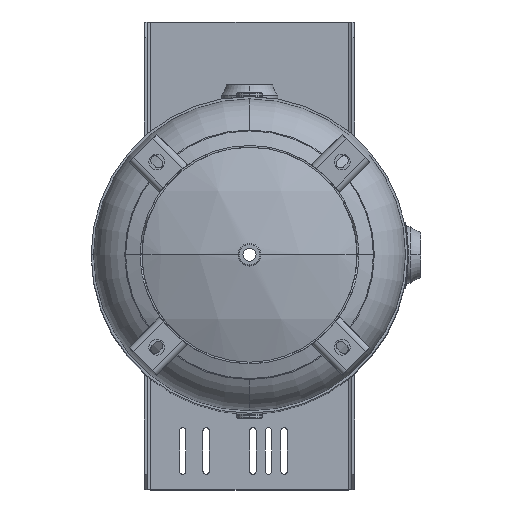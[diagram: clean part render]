
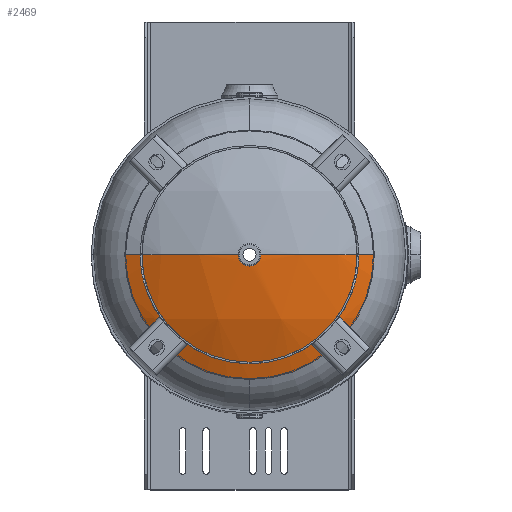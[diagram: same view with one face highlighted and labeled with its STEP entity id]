
A CAD part, top view. The second image highlights one B-rep face of the part: STEP entity #2469.
In plain terms, the highlighted spherical face has radius 457.2 mm.
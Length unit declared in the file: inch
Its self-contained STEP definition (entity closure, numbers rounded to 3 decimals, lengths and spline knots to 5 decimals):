
#971 = EDGE_LOOP ( 'NONE', ( #1135, #1134, #1133, #1132, #1131 ) ) ;
#1131 = ORIENTED_EDGE ( 'NONE', *, *, #7023, .F. ) ;
#1132 = ORIENTED_EDGE ( 'NONE', *, *, #7018, .F. ) ;
#1133 = ORIENTED_EDGE ( 'NONE', *, *, #7017, .F. ) ;
#1134 = ORIENTED_EDGE ( 'NONE', *, *, #7024, .T. ) ;
#1135 = ORIENTED_EDGE ( 'NONE', *, *, #7022, .F. ) ;
#2334 = CARTESIAN_POINT ( 'NONE',  ( 0., -8., 22.12452 ) ) ;
#2366 = CARTESIAN_POINT ( 'NONE',  ( 8., 0., 22.12452 ) ) ;
#2469 = ADVANCED_FACE ( 'NONE', ( #5992 ), #5994, .T. ) ;
#3780 = CIRCLE ( 'NONE', #3807, 8. ) ;
#3805 = CIRCLE ( 'NONE', #3809, 8. ) ;
#3807 = AXIS2_PLACEMENT_3D ( 'NONE', #9779, #9780, #9781 ) ;
#3809 = AXIS2_PLACEMENT_3D ( 'NONE', #9783, #9784, #9785 ) ;
#3811 = CIRCLE ( 'NONE', #3817, 18. ) ;
#3812 = CIRCLE ( 'NONE', #3815, 0.7215 ) ;
#3814 = CIRCLE ( 'NONE', #3819, 18. ) ;
#3815 = AXIS2_PLACEMENT_3D ( 'NONE', #9792, #9793, #9794 ) ;
#3817 = AXIS2_PLACEMENT_3D ( 'NONE', #9795, #9796, #9797 ) ;
#3819 = AXIS2_PLACEMENT_3D ( 'NONE', #9798, #9799, #9800 ) ;
#4348 = CARTESIAN_POINT ( 'NONE',  ( 0.7215, 0., 23.98553 ) ) ;
#5991 = CARTESIAN_POINT ( 'NONE',  ( 0., 0., 6. ) ) ;
#5992 = FACE_OUTER_BOUND ( 'NONE', #971, .T. ) ;
#5994 = SPHERICAL_SURFACE ( 'NONE', #8157, 18. ) ;
#5997 = DIRECTION ( 'NONE',  ( 0., -1., 0. ) ) ;
#5998 = DIRECTION ( 'NONE',  ( 1., 0., 0. ) ) ;
#7017 = EDGE_CURVE ( 'NONE', #12848, #13055, #3780, .T. ) ;
#7018 = EDGE_CURVE ( 'NONE', #12947, #12848, #3805, .T. ) ;
#7022 = EDGE_CURVE ( 'NONE', #13027, #8231, #3812, .T. ) ;
#7023 = EDGE_CURVE ( 'NONE', #8231, #12947, #3811, .T. ) ;
#7024 = EDGE_CURVE ( 'NONE', #13027, #13055, #3814, .T. ) ;
#8157 = AXIS2_PLACEMENT_3D ( 'NONE', #5991, #5997, #5998 ) ;
#8231 = VERTEX_POINT ( 'NONE', #4348 ) ;
#9779 = CARTESIAN_POINT ( 'NONE',  ( 0., 0., 22.12452 ) ) ;
#9780 = DIRECTION ( 'NONE',  ( 0., 0., -1. ) ) ;
#9781 = DIRECTION ( 'NONE',  ( 0., 1., 0. ) ) ;
#9783 = CARTESIAN_POINT ( 'NONE',  ( 0., 0., 22.12452 ) ) ;
#9784 = DIRECTION ( 'NONE',  ( 0., 0., -1. ) ) ;
#9785 = DIRECTION ( 'NONE',  ( 0., 1., 0. ) ) ;
#9792 = CARTESIAN_POINT ( 'NONE',  ( 0., 0., 23.98553 ) ) ;
#9793 = DIRECTION ( 'NONE',  ( 0., 0., 1. ) ) ;
#9794 = DIRECTION ( 'NONE',  ( -1., 0., 0. ) ) ;
#9795 = CARTESIAN_POINT ( 'NONE',  ( 0., 0., 6. ) ) ;
#9796 = DIRECTION ( 'NONE',  ( 0., 1., 0. ) ) ;
#9797 = DIRECTION ( 'NONE',  ( 0., 0., 1. ) ) ;
#9798 = CARTESIAN_POINT ( 'NONE',  ( 0., 0., 6. ) ) ;
#9799 = DIRECTION ( 'NONE',  ( 0., -1., 0. ) ) ;
#9800 = DIRECTION ( 'NONE',  ( 1., 0., 0. ) ) ;
#10378 = CARTESIAN_POINT ( 'NONE',  ( -0.7215, 0., 23.98553 ) ) ;
#10406 = CARTESIAN_POINT ( 'NONE',  ( -8., 0., 22.12452 ) ) ;
#12848 = VERTEX_POINT ( 'NONE', #2334 ) ;
#12947 = VERTEX_POINT ( 'NONE', #2366 ) ;
#13027 = VERTEX_POINT ( 'NONE', #10378 ) ;
#13055 = VERTEX_POINT ( 'NONE', #10406 ) ;
